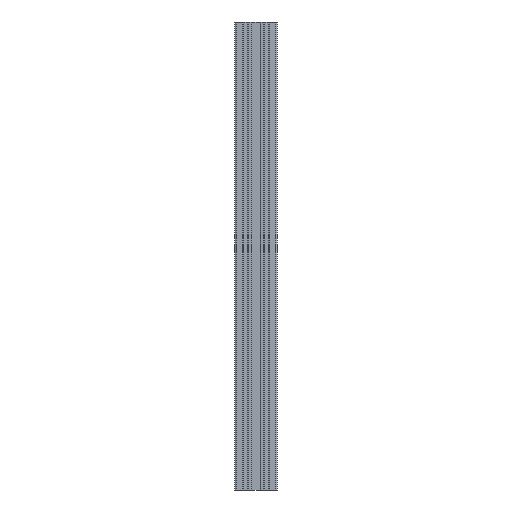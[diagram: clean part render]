
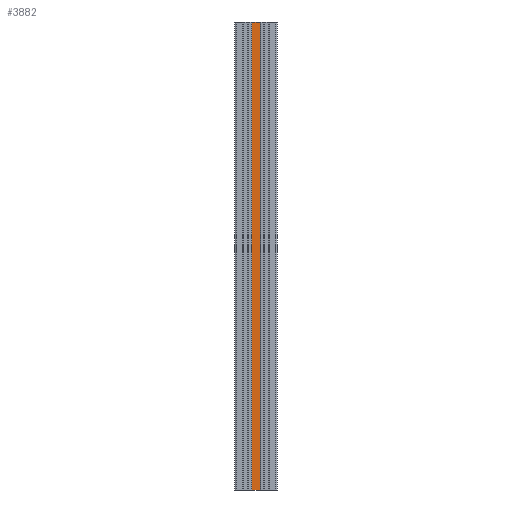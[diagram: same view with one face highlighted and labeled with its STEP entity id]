
A CAD part, left-side view. The second image highlights one B-rep face of the part: STEP entity #3882.
In plain terms, the highlighted planar face has unit normal (-1, 0, 0).
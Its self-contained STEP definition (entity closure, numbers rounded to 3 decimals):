
#557 = EDGE_CURVE ( 'NONE', #11307, #14734, #11108, .T. ) ;
#1573 = CARTESIAN_POINT ( 'NONE',  ( -21.5, 0., 1000. ) ) ;
#2506 = CARTESIAN_POINT ( 'NONE',  ( -21.5, 0., 1000. ) ) ;
#2738 = EDGE_LOOP ( 'NONE', ( #10388, #12256, #12811, #14501 ) ) ;
#2909 = CARTESIAN_POINT ( 'NONE',  ( -21.5, -31.7, 1000. ) ) ;
#3024 = DIRECTION ( 'NONE',  ( 0., 0., -1. ) ) ;
#3582 = LINE ( 'NONE', #2506, #7460 ) ;
#3882 = ADVANCED_FACE ( 'NONE', ( #11930 ), #6261, .F. ) ;
#6000 = VECTOR ( 'NONE', #12618, 1000. ) ;
#6261 = PLANE ( 'NONE',  #12673 ) ;
#7427 = VERTEX_POINT ( 'NONE', #2909 ) ;
#7460 = VECTOR ( 'NONE', #7973, 1000. ) ;
#7490 = CARTESIAN_POINT ( 'NONE',  ( -21.5, -13.3, 1000. ) ) ;
#7896 = CARTESIAN_POINT ( 'NONE',  ( -21.5, -31.7, 1000. ) ) ;
#7973 = DIRECTION ( 'NONE',  ( 0., -1., 0. ) ) ;
#8043 = DIRECTION ( 'NONE',  ( 0., 0., -1. ) ) ;
#8892 = EDGE_CURVE ( 'NONE', #7427, #9330, #10158, .T. ) ;
#9330 = VERTEX_POINT ( 'NONE', #10722 ) ;
#9731 = DIRECTION ( 'NONE',  ( 0., 0., -1. ) ) ;
#10158 = LINE ( 'NONE', #7896, #11730 ) ;
#10388 = ORIENTED_EDGE ( 'NONE', *, *, #13570, .T. ) ;
#10621 = CARTESIAN_POINT ( 'NONE',  ( -21.5, -13.3, 0. ) ) ;
#10722 = CARTESIAN_POINT ( 'NONE',  ( -21.5, -31.7, 0. ) ) ;
#10791 = DIRECTION ( 'NONE',  ( 1., 0., 0. ) ) ;
#11108 = LINE ( 'NONE', #7490, #12079 ) ;
#11307 = VERTEX_POINT ( 'NONE', #12196 ) ;
#11730 = VECTOR ( 'NONE', #8043, 1000. ) ;
#11930 = FACE_OUTER_BOUND ( 'NONE', #2738, .T. ) ;
#12079 = VECTOR ( 'NONE', #3024, 1000. ) ;
#12196 = CARTESIAN_POINT ( 'NONE',  ( -21.5, -13.3, 1000. ) ) ;
#12256 = ORIENTED_EDGE ( 'NONE', *, *, #8892, .F. ) ;
#12468 = LINE ( 'NONE', #12691, #6000 ) ;
#12618 = DIRECTION ( 'NONE',  ( 0., -1., 0. ) ) ;
#12673 = AXIS2_PLACEMENT_3D ( 'NONE', #1573, #10791, #9731 ) ;
#12691 = CARTESIAN_POINT ( 'NONE',  ( -21.5, 0., 0. ) ) ;
#12811 = ORIENTED_EDGE ( 'NONE', *, *, #13946, .F. ) ;
#13570 = EDGE_CURVE ( 'NONE', #14734, #9330, #12468, .T. ) ;
#13946 = EDGE_CURVE ( 'NONE', #11307, #7427, #3582, .T. ) ;
#14501 = ORIENTED_EDGE ( 'NONE', *, *, #557, .T. ) ;
#14734 = VERTEX_POINT ( 'NONE', #10621 ) ;
